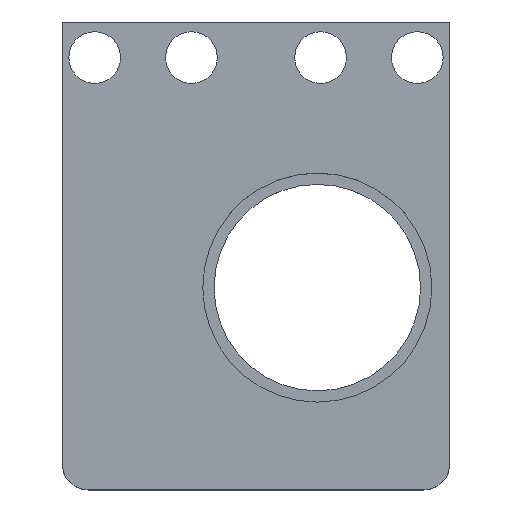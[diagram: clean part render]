
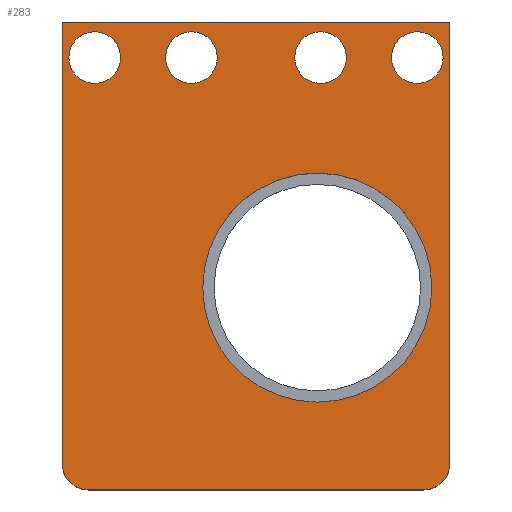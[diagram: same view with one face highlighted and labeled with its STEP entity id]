
A CAD part, top view. The second image highlights one B-rep face of the part: STEP entity #283.
In plain terms, the highlighted planar face has unit normal (0, 0, 1).
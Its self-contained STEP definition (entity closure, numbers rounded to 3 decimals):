
#16=FACE_BOUND('',#63,.T.);
#17=FACE_BOUND('',#64,.T.);
#18=FACE_BOUND('',#65,.T.);
#19=FACE_BOUND('',#66,.T.);
#20=FACE_BOUND('',#67,.T.);
#31=PLANE('',#334);
#46=FACE_OUTER_BOUND('',#62,.T.);
#62=EDGE_LOOP('',(#240,#241,#242,#243,#244,#245));
#63=EDGE_LOOP('',(#246));
#64=EDGE_LOOP('',(#247));
#65=EDGE_LOOP('',(#248));
#66=EDGE_LOOP('',(#249));
#67=EDGE_LOOP('',(#250));
#83=LINE('',#471,#103);
#87=LINE('',#483,#107);
#90=LINE('',#489,#110);
#93=LINE('',#493,#113);
#103=VECTOR('',#393,10.);
#107=VECTOR('',#405,10.);
#110=VECTOR('',#410,10.);
#113=VECTOR('',#415,10.);
#117=CIRCLE('',#311,17.75);
#119=CIRCLE('',#314,4.);
#121=CIRCLE('',#317,4.);
#123=CIRCLE('',#320,4.);
#125=CIRCLE('',#323,4.);
#127=CIRCLE('',#326,4.);
#129=CIRCLE('',#330,4.);
#133=VERTEX_POINT('',#431);
#135=VERTEX_POINT('',#437);
#137=VERTEX_POINT('',#443);
#139=VERTEX_POINT('',#449);
#141=VERTEX_POINT('',#455);
#144=VERTEX_POINT('',#462);
#145=VERTEX_POINT('',#464);
#147=VERTEX_POINT('',#470);
#149=VERTEX_POINT('',#476);
#151=VERTEX_POINT('',#482);
#153=VERTEX_POINT('',#488);
#159=EDGE_CURVE('',#133,#133,#117,.T.);
#162=EDGE_CURVE('',#135,#135,#119,.T.);
#165=EDGE_CURVE('',#137,#137,#121,.T.);
#168=EDGE_CURVE('',#139,#139,#123,.T.);
#171=EDGE_CURVE('',#141,#141,#125,.T.);
#174=EDGE_CURVE('',#145,#144,#127,.T.);
#177=EDGE_CURVE('',#147,#145,#83,.T.);
#180=EDGE_CURVE('',#149,#147,#129,.T.);
#183=EDGE_CURVE('',#151,#149,#87,.T.);
#186=EDGE_CURVE('',#153,#151,#90,.T.);
#189=EDGE_CURVE('',#144,#153,#93,.T.);
#240=ORIENTED_EDGE('',*,*,#189,.T.);
#241=ORIENTED_EDGE('',*,*,#186,.T.);
#242=ORIENTED_EDGE('',*,*,#183,.T.);
#243=ORIENTED_EDGE('',*,*,#180,.T.);
#244=ORIENTED_EDGE('',*,*,#177,.T.);
#245=ORIENTED_EDGE('',*,*,#174,.T.);
#246=ORIENTED_EDGE('',*,*,#159,.T.);
#247=ORIENTED_EDGE('',*,*,#162,.T.);
#248=ORIENTED_EDGE('',*,*,#165,.T.);
#249=ORIENTED_EDGE('',*,*,#168,.T.);
#250=ORIENTED_EDGE('',*,*,#171,.T.);
#283=ADVANCED_FACE('',(#46,#16,#17,#18,#19,#20),#31,.T.);
#311=AXIS2_PLACEMENT_3D('',#433,#352,#353);
#314=AXIS2_PLACEMENT_3D('',#439,#359,#360);
#317=AXIS2_PLACEMENT_3D('',#445,#366,#367);
#320=AXIS2_PLACEMENT_3D('',#451,#373,#374);
#323=AXIS2_PLACEMENT_3D('',#457,#380,#381);
#326=AXIS2_PLACEMENT_3D('',#465,#387,#388);
#330=AXIS2_PLACEMENT_3D('',#477,#399,#400);
#334=AXIS2_PLACEMENT_3D('',#494,#416,#417);
#352=DIRECTION('center_axis',(0.,0.,-1.));
#353=DIRECTION('ref_axis',(-1.,0.,0.));
#359=DIRECTION('center_axis',(0.,0.,-1.));
#360=DIRECTION('ref_axis',(-1.,0.,0.));
#366=DIRECTION('center_axis',(0.,0.,-1.));
#367=DIRECTION('ref_axis',(-1.,0.,0.));
#373=DIRECTION('center_axis',(0.,0.,-1.));
#374=DIRECTION('ref_axis',(-1.,0.,0.));
#380=DIRECTION('center_axis',(0.,0.,-1.));
#381=DIRECTION('ref_axis',(-1.,0.,0.));
#387=DIRECTION('center_axis',(0.,0.,1.));
#388=DIRECTION('ref_axis',(0.,-1.,0.));
#393=DIRECTION('',(1.,0.,0.));
#399=DIRECTION('center_axis',(0.,0.,1.));
#400=DIRECTION('ref_axis',(-1.,0.,0.));
#405=DIRECTION('',(0.,-1.,0.));
#410=DIRECTION('',(-1.,0.,0.));
#415=DIRECTION('',(0.,1.,0.));
#416=DIRECTION('center_axis',(0.,0.,1.));
#417=DIRECTION('ref_axis',(1.,0.,0.));
#431=CARTESIAN_POINT('',(51.25,-5.647,4.));
#433=CARTESIAN_POINT('Origin',(33.5,-5.647,4.));
#437=CARTESIAN_POINT('',(3.,30.,4.));
#439=CARTESIAN_POINT('Origin',(-1.,30.,4.));
#443=CARTESIAN_POINT('',(18.,30.,4.));
#445=CARTESIAN_POINT('Origin',(14.,30.,4.));
#449=CARTESIAN_POINT('',(38.,30.,4.));
#451=CARTESIAN_POINT('Origin',(34.,30.,4.));
#455=CARTESIAN_POINT('',(53.,30.,4.));
#457=CARTESIAN_POINT('Origin',(49.,30.,4.));
#462=CARTESIAN_POINT('',(54.,-33.,4.));
#464=CARTESIAN_POINT('',(50.,-37.,4.));
#465=CARTESIAN_POINT('Origin',(50.,-33.,4.));
#470=CARTESIAN_POINT('',(-2.,-37.,4.));
#471=CARTESIAN_POINT('',(-2.,-37.,4.));
#476=CARTESIAN_POINT('',(-6.,-33.,4.));
#477=CARTESIAN_POINT('Origin',(-2.,-33.,4.));
#482=CARTESIAN_POINT('',(-6.,35.509,4.));
#483=CARTESIAN_POINT('',(-6.,83.,4.));
#488=CARTESIAN_POINT('',(54.,35.509,4.));
#489=CARTESIAN_POINT('',(54.,35.509,4.));
#493=CARTESIAN_POINT('',(54.,-33.,4.));
#494=CARTESIAN_POINT('Origin',(18.638,0.286,4.));
